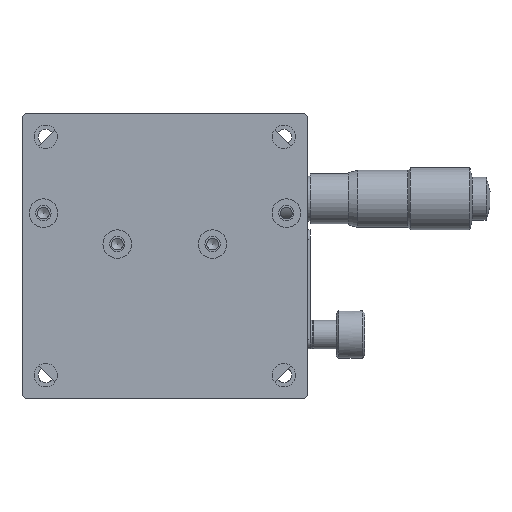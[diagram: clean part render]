
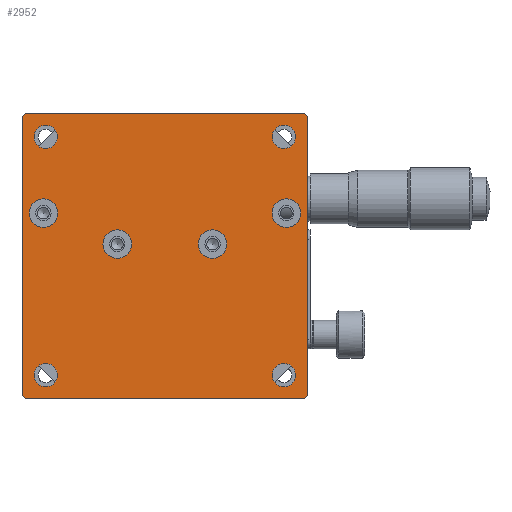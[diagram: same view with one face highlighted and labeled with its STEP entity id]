
A CAD part, front view. The second image highlights one B-rep face of the part: STEP entity #2952.
In plain terms, the highlighted planar face has unit normal (0, -1, 0).
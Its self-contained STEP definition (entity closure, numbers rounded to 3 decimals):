
#150 = VERTEX_POINT ( 'NONE', #11093 ) ;
#192 = VECTOR ( 'NONE', #5168, 1000. ) ;
#305 = PLANE ( 'NONE',  #5741 ) ;
#527 = LINE ( 'NONE', #8958, #10477 ) ;
#565 = EDGE_LOOP ( 'NONE', ( #1276 ) ) ;
#631 = VERTEX_POINT ( 'NONE', #10176 ) ;
#645 = ORIENTED_EDGE ( 'NONE', *, *, #841, .F. ) ;
#678 = DIRECTION ( 'NONE',  ( 0., -1., 0. ) ) ;
#685 = ORIENTED_EDGE ( 'NONE', *, *, #6927, .F. ) ;
#727 = CIRCLE ( 'NONE', #5842, 2.459 ) ;
#744 = CARTESIAN_POINT ( 'NONE',  ( 0., 0., -60. ) ) ;
#841 = EDGE_CURVE ( 'NONE', #150, #2074, #527, .T. ) ;
#988 = VERTEX_POINT ( 'NONE', #11235 ) ;
#1053 = DIRECTION ( 'NONE',  ( 0., -1., 0. ) ) ;
#1069 = EDGE_LOOP ( 'NONE', ( #3538 ) ) ;
#1173 = DIRECTION ( 'NONE',  ( 0., 0., 1. ) ) ;
#1224 = CARTESIAN_POINT ( 'NONE',  ( 60., 0., -59.29 ) ) ;
#1270 = CIRCLE ( 'NONE', #10936, 3. ) ;
#1276 = ORIENTED_EDGE ( 'NONE', *, *, #5357, .F. ) ;
#1480 = VERTEX_POINT ( 'NONE', #4817 ) ;
#1627 = CARTESIAN_POINT ( 'NONE',  ( 5., 0., -5. ) ) ;
#1751 = ORIENTED_EDGE ( 'NONE', *, *, #9508, .F. ) ;
#1755 = DIRECTION ( 'NONE',  ( 0., 0., -1. ) ) ;
#1770 = ORIENTED_EDGE ( 'NONE', *, *, #6841, .F. ) ;
#1850 = DIRECTION ( 'NONE',  ( -1., 0., 0. ) ) ;
#1861 = VECTOR ( 'NONE', #3928, 1000. ) ;
#1982 = FACE_BOUND ( 'NONE', #7543, .T. ) ;
#2071 = AXIS2_PLACEMENT_3D ( 'NONE', #9865, #678, #11941 ) ;
#2074 = VERTEX_POINT ( 'NONE', #1224 ) ;
#2146 = DIRECTION ( 'NONE',  ( 0., -1., 0. ) ) ;
#2158 = EDGE_CURVE ( 'NONE', #2824, #2824, #1270, .T. ) ;
#2193 = EDGE_CURVE ( 'NONE', #10076, #4583, #3364, .T. ) ;
#2236 = CARTESIAN_POINT ( 'NONE',  ( 0., 0., -0.71 ) ) ;
#2429 = CARTESIAN_POINT ( 'NONE',  ( 55., 0., -7.458 ) ) ;
#2598 = ORIENTED_EDGE ( 'NONE', *, *, #6035, .F. ) ;
#2624 = DIRECTION ( 'NONE',  ( 0., -1., 0. ) ) ;
#2824 = VERTEX_POINT ( 'NONE', #6574 ) ;
#2839 = FACE_BOUND ( 'NONE', #9090, .T. ) ;
#2952 = ADVANCED_FACE ( 'NONE', ( #10475, #2839, #6591, #10355, #1982, #5735, #5975, #10601, #6767 ), #305, .F. ) ;
#3024 = DIRECTION ( 'NONE',  ( 0., 0., -1. ) ) ;
#3364 = LINE ( 'NONE', #7804, #1861 ) ;
#3430 = CIRCLE ( 'NONE', #6563, 3. ) ;
#3499 = EDGE_CURVE ( 'NONE', #8720, #8720, #3430, .T. ) ;
#3538 = ORIENTED_EDGE ( 'NONE', *, *, #9407, .F. ) ;
#3589 = CARTESIAN_POINT ( 'NONE',  ( 59.29, 0., 0. ) ) ;
#3607 = ORIENTED_EDGE ( 'NONE', *, *, #2193, .F. ) ;
#3631 = EDGE_LOOP ( 'NONE', ( #3667 ) ) ;
#3667 = ORIENTED_EDGE ( 'NONE', *, *, #10236, .F. ) ;
#3817 = CARTESIAN_POINT ( 'NONE',  ( 0., 0., 0. ) ) ;
#3928 = DIRECTION ( 'NONE',  ( 1., 0., 0. ) ) ;
#3988 = DIRECTION ( 'NONE',  ( 0., 0., -1. ) ) ;
#4050 = CARTESIAN_POINT ( 'NONE',  ( 55.5, 0., -21. ) ) ;
#4329 = CARTESIAN_POINT ( 'NONE',  ( 5., 0., -7.458 ) ) ;
#4360 = VECTOR ( 'NONE', #10411, 1000. ) ;
#4583 = VERTEX_POINT ( 'NONE', #12125 ) ;
#4754 = LINE ( 'NONE', #3817, #10260 ) ;
#4781 = LINE ( 'NONE', #9273, #5476 ) ;
#4817 = CARTESIAN_POINT ( 'NONE',  ( 59.29, 0., -60. ) ) ;
#4829 = CIRCLE ( 'NONE', #9344, 2.458 ) ;
#4861 = CARTESIAN_POINT ( 'NONE',  ( 60., 0., -59.29 ) ) ;
#4926 = CARTESIAN_POINT ( 'NONE',  ( 40., 0., -30.5 ) ) ;
#5017 = VECTOR ( 'NONE', #6810, 1000. ) ;
#5048 = EDGE_LOOP ( 'NONE', ( #10442 ) ) ;
#5089 = CARTESIAN_POINT ( 'NONE',  ( 0.71, 0., -60. ) ) ;
#5109 = CARTESIAN_POINT ( 'NONE',  ( 0.71, 0., -60. ) ) ;
#5168 = DIRECTION ( 'NONE',  ( 0.707, 0., -0.707 ) ) ;
#5357 = EDGE_CURVE ( 'NONE', #12029, #12029, #9995, .T. ) ;
#5380 = VERTEX_POINT ( 'NONE', #7277 ) ;
#5415 = CIRCLE ( 'NONE', #2071, 2.459 ) ;
#5451 = CARTESIAN_POINT ( 'NONE',  ( 5., 0., -55. ) ) ;
#5476 = VECTOR ( 'NONE', #11354, 1000. ) ;
#5518 = EDGE_CURVE ( 'NONE', #10076, #5663, #4781, .T. ) ;
#5638 = CARTESIAN_POINT ( 'NONE',  ( 20., 0., -30.5 ) ) ;
#5663 = VERTEX_POINT ( 'NONE', #2236 ) ;
#5694 = VERTEX_POINT ( 'NONE', #11231 ) ;
#5735 = FACE_BOUND ( 'NONE', #1069, .T. ) ;
#5741 = AXIS2_PLACEMENT_3D ( 'NONE', #7881, #10538, #1173 ) ;
#5832 = ORIENTED_EDGE ( 'NONE', *, *, #5518, .T. ) ;
#5842 = AXIS2_PLACEMENT_3D ( 'NONE', #5451, #7223, #9068 ) ;
#5975 = FACE_BOUND ( 'NONE', #565, .T. ) ;
#6035 = EDGE_CURVE ( 'NONE', #7650, #7650, #6653, .T. ) ;
#6303 = VERTEX_POINT ( 'NONE', #5089 ) ;
#6526 = LINE ( 'NONE', #3589, #4360 ) ;
#6563 = AXIS2_PLACEMENT_3D ( 'NONE', #10651, #6752, #9602 ) ;
#6574 = CARTESIAN_POINT ( 'NONE',  ( 55.5, 0., -24. ) ) ;
#6591 = FACE_BOUND ( 'NONE', #5048, .T. ) ;
#6602 = DIRECTION ( 'NONE',  ( 0., -1., 0. ) ) ;
#6653 = CIRCLE ( 'NONE', #8818, 3. ) ;
#6752 = DIRECTION ( 'NONE',  ( 0., -1., 0. ) ) ;
#6767 = FACE_OUTER_BOUND ( 'NONE', #12166, .T. ) ;
#6810 = DIRECTION ( 'NONE',  ( 0.707, 0., 0.707 ) ) ;
#6841 = EDGE_CURVE ( 'NONE', #5694, #5694, #5415, .T. ) ;
#6863 = ORIENTED_EDGE ( 'NONE', *, *, #10861, .T. ) ;
#6927 = EDGE_CURVE ( 'NONE', #1480, #6303, #7565, .T. ) ;
#7036 = AXIS2_PLACEMENT_3D ( 'NONE', #7051, #2624, #9145 ) ;
#7051 = CARTESIAN_POINT ( 'NONE',  ( 55., 0., -5. ) ) ;
#7218 = ORIENTED_EDGE ( 'NONE', *, *, #11962, .F. ) ;
#7223 = DIRECTION ( 'NONE',  ( 0., -1., 0. ) ) ;
#7277 = CARTESIAN_POINT ( 'NONE',  ( 4.5, 0., -24. ) ) ;
#7417 = ORIENTED_EDGE ( 'NONE', *, *, #3499, .F. ) ;
#7543 = EDGE_LOOP ( 'NONE', ( #1770 ) ) ;
#7565 = LINE ( 'NONE', #744, #11697 ) ;
#7589 = EDGE_CURVE ( 'NONE', #1480, #2074, #9467, .T. ) ;
#7605 = CIRCLE ( 'NONE', #8380, 3. ) ;
#7650 = VERTEX_POINT ( 'NONE', #5638 ) ;
#7804 = CARTESIAN_POINT ( 'NONE',  ( 0., 0., 0. ) ) ;
#7881 = CARTESIAN_POINT ( 'NONE',  ( 0., 0., 0. ) ) ;
#7991 = CARTESIAN_POINT ( 'NONE',  ( 0.71, 0., 0. ) ) ;
#8380 = AXIS2_PLACEMENT_3D ( 'NONE', #11103, #10059, #1755 ) ;
#8414 = ORIENTED_EDGE ( 'NONE', *, *, #7589, .T. ) ;
#8720 = VERTEX_POINT ( 'NONE', #4926 ) ;
#8818 = AXIS2_PLACEMENT_3D ( 'NONE', #10668, #1053, #3024 ) ;
#8958 = CARTESIAN_POINT ( 'NONE',  ( 60., 0., 0. ) ) ;
#9068 = DIRECTION ( 'NONE',  ( 0., 0., -1. ) ) ;
#9090 = EDGE_LOOP ( 'NONE', ( #2598 ) ) ;
#9145 = DIRECTION ( 'NONE',  ( 0., 0., -1. ) ) ;
#9189 = VERTEX_POINT ( 'NONE', #4329 ) ;
#9273 = CARTESIAN_POINT ( 'NONE',  ( 0., 0., -0.71 ) ) ;
#9336 = ORIENTED_EDGE ( 'NONE', *, *, #11890, .T. ) ;
#9344 = AXIS2_PLACEMENT_3D ( 'NONE', #1627, #6602, #10424 ) ;
#9353 = EDGE_LOOP ( 'NONE', ( #1751 ) ) ;
#9407 = EDGE_CURVE ( 'NONE', #631, #631, #727, .T. ) ;
#9432 = DIRECTION ( 'NONE',  ( 0., 0., 1. ) ) ;
#9467 = LINE ( 'NONE', #4861, #5017 ) ;
#9508 = EDGE_CURVE ( 'NONE', #5380, #5380, #7605, .T. ) ;
#9602 = DIRECTION ( 'NONE',  ( 0., 0., -1. ) ) ;
#9782 = LINE ( 'NONE', #5109, #192 ) ;
#9865 = CARTESIAN_POINT ( 'NONE',  ( 55., 0., -55. ) ) ;
#9892 = DIRECTION ( 'NONE',  ( 0., 0., -1. ) ) ;
#9995 = CIRCLE ( 'NONE', #7036, 2.458 ) ;
#10059 = DIRECTION ( 'NONE',  ( 0., -1., 0. ) ) ;
#10076 = VERTEX_POINT ( 'NONE', #7991 ) ;
#10176 = CARTESIAN_POINT ( 'NONE',  ( 5., 0., -57.459 ) ) ;
#10236 = EDGE_CURVE ( 'NONE', #9189, #9189, #4829, .T. ) ;
#10260 = VECTOR ( 'NONE', #9432, 1000. ) ;
#10355 = FACE_BOUND ( 'NONE', #9353, .T. ) ;
#10411 = DIRECTION ( 'NONE',  ( -0.707, 0., 0.707 ) ) ;
#10424 = DIRECTION ( 'NONE',  ( 0., 0., -1. ) ) ;
#10442 = ORIENTED_EDGE ( 'NONE', *, *, #2158, .F. ) ;
#10475 = FACE_BOUND ( 'NONE', #11707, .T. ) ;
#10477 = VECTOR ( 'NONE', #9892, 1000. ) ;
#10538 = DIRECTION ( 'NONE',  ( 0., 1., 0. ) ) ;
#10601 = FACE_BOUND ( 'NONE', #3631, .T. ) ;
#10651 = CARTESIAN_POINT ( 'NONE',  ( 40., 0., -27.5 ) ) ;
#10668 = CARTESIAN_POINT ( 'NONE',  ( 20., 0., -27.5 ) ) ;
#10861 = EDGE_CURVE ( 'NONE', #988, #6303, #9782, .T. ) ;
#10936 = AXIS2_PLACEMENT_3D ( 'NONE', #4050, #2146, #3988 ) ;
#11093 = CARTESIAN_POINT ( 'NONE',  ( 60., 0., -0.71 ) ) ;
#11103 = CARTESIAN_POINT ( 'NONE',  ( 4.5, 0., -21. ) ) ;
#11231 = CARTESIAN_POINT ( 'NONE',  ( 55., 0., -57.459 ) ) ;
#11235 = CARTESIAN_POINT ( 'NONE',  ( 0., 0., -59.29 ) ) ;
#11354 = DIRECTION ( 'NONE',  ( -0.707, 0., -0.707 ) ) ;
#11697 = VECTOR ( 'NONE', #1850, 1000. ) ;
#11707 = EDGE_LOOP ( 'NONE', ( #7417 ) ) ;
#11890 = EDGE_CURVE ( 'NONE', #150, #4583, #6526, .T. ) ;
#11941 = DIRECTION ( 'NONE',  ( 0., 0., -1. ) ) ;
#11962 = EDGE_CURVE ( 'NONE', #988, #5663, #4754, .T. ) ;
#12029 = VERTEX_POINT ( 'NONE', #2429 ) ;
#12125 = CARTESIAN_POINT ( 'NONE',  ( 59.29, 0., 0. ) ) ;
#12166 = EDGE_LOOP ( 'NONE', ( #6863, #685, #8414, #645, #9336, #3607, #5832, #7218 ) ) ;
